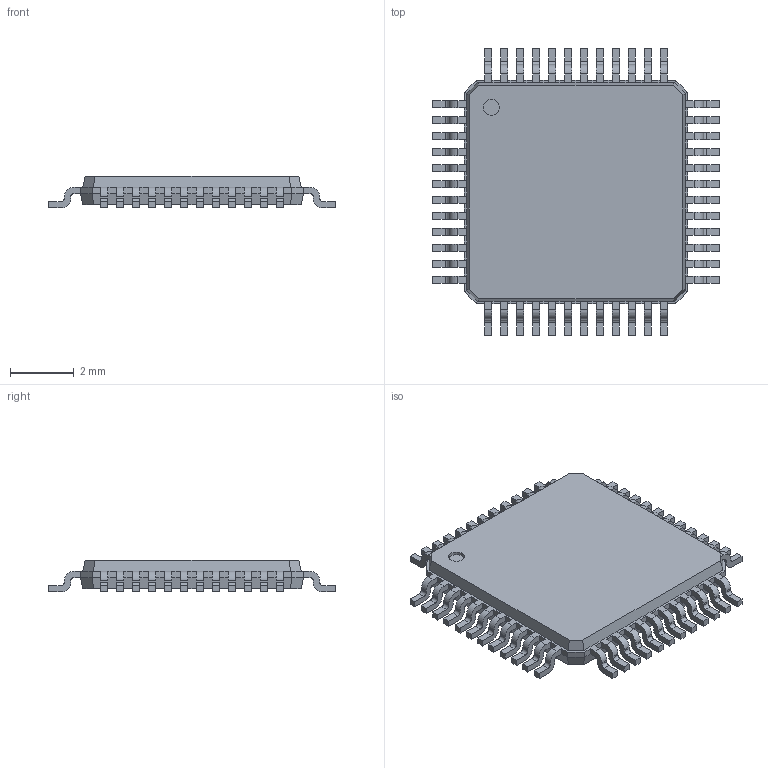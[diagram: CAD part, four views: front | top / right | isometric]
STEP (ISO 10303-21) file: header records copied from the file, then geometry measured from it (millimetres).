
FILE_DESCRIPTION(('FreeCAD Model'),'2;1');
FILE_NAME('tqfp48_7x7_p05.step','2015-12-14T14:13:07', ('Author'),(''),'Open CASCADE STEP processor 6.8','FreeCAD','Unknown' );
FILE_SCHEMA(('AUTOMOTIVE_DESIGN_CC2 { 1 2 10303 214 -1 1 5 4 }'));
Length unit declared in the file: millimetre
Products named in the file (1): tqfp48_7x7_p05
Bounding box: 9 x 9 x 1 mm (x, y, z)
Volume: 45.1 mm3; surface area: 169.6 mm2
Topology: 1 solids, 1 shells, 756 faces, 2043 edges, 1290 vertices
Faces by surface type: plane 491, cylinder 193, bspline 72
Full cylindrical faces by diameter (mm): 0.5 x1
Entity records: 55550 total; most frequent: CARTESIAN_POINT 9952, DIRECTION 7381, LINE 5045, VECTOR 5045, ORIENTED_EDGE 4086, PCURVE 4086, DEFINITIONAL_REPRESENTATION 4086, EDGE_CURVE 2043
